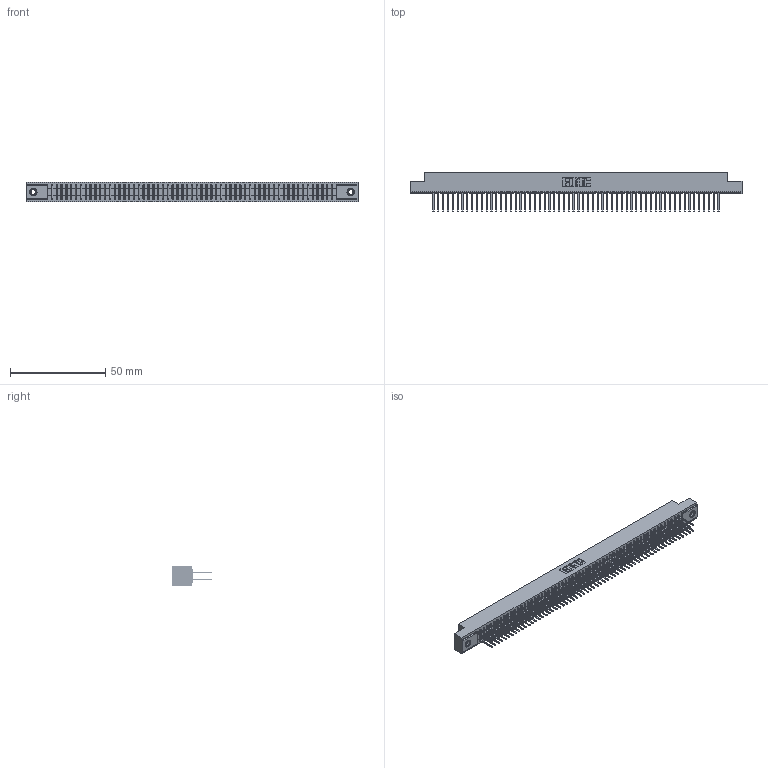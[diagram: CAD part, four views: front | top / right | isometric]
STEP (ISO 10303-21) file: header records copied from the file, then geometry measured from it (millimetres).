
FILE_DESCRIPTION (( 'STEP AP203' ), '1' );
FILE_NAME ('341-120-522-207.STEP', '2018-08-08T14:53:27', ( '' ), ( '' ), 'SwSTEP 2.0', 'SolidWorks 2016', '' );
FILE_SCHEMA (( 'CONFIG_CONTROL_DESIGN' ));
Length unit declared in the file: inch
Products named in the file (4): 341-292-001_341-292-122; 345-250-001_345-250-005-103; 341-120-522-207; 341 Part_.156 (3.96) Dia Mounting Holes
Assembly tree (123 placements, depth 2):
  341-120-522-207
    341 Part_.156 (3.96) Dia Mounting Holes
    341-292-001_341-292-122  x120
    345-250-001_345-250-005-103  x2
Bounding box: 174.62 x 20.62 x 10.16 mm (x, y, z)
Volume: 13062 mm3; surface area: 24864.9 mm2
Topology: 123 solids, 123 shells, 8096 faces, 23432 edges, 15170 vertices
Faces by surface type: plane 4900, cylinder 2940, sphere 122, torus 122, cone 12
Entity records: 71400 total; most frequent: CARTESIAN_POINT 11851, ORIENTED_EDGE 11772, DIRECTION 11498, EDGE_CURVE 5886, VECTOR 4772, LINE 4772, VERTEX_POINT 3716, AXIS2_PLACEMENT_3D 3363
